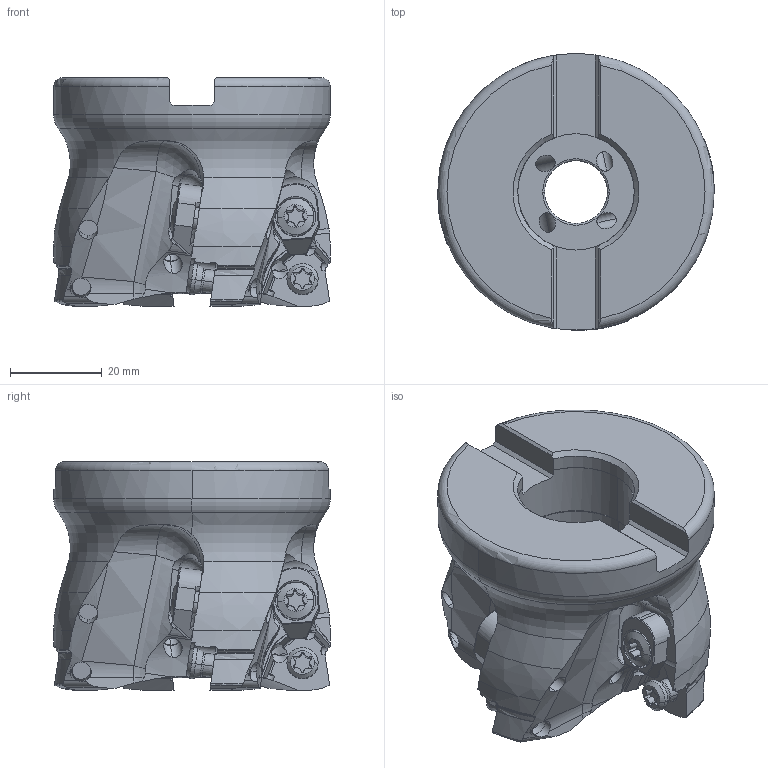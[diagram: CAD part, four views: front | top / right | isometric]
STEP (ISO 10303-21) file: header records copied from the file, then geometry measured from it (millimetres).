
FILE_DESCRIPTION(/* description */ (''),/* implementation_level */ '2;1');
FILE_NAME(/* name */ 'AJXU14R2504C.stp',/* time_stamp */ '2021-09-08T11:48:48+09:00',/* author */ (''),/* organization */ (''),/* preprocessor_version */ 'ST-DEVELOPER v16',/* originating_system */ 'SIEMENS PLM Software NX 10.0',/* authorisation */ '');
FILE_SCHEMA (('AUTOMOTIVE_DESIGN { 1 0 10303 214 3 1 1 1 }'));
Length unit declared in the file: millimetre
Products named in the file (1): AJXU14R2504C_ASM
Bounding box: 60.33 x 60.33 x 49.96 mm (x, y, z)
Volume: 77619.7 mm3; surface area: 25646 mm2
Topology: 17 solids, 17 shells, 859 faces, 2401 edges, 1616 vertices
Faces by surface type: cylinder 404, plane 257, cone 112, torus 46, sphere 24, bspline 16
Entity records: 33983 total; most frequent: CARTESIAN_POINT 11242, ORIENTED_EDGE 4730, DIRECTION 4721, EDGE_CURVE 2365, AXIS2_PLACEMENT_3D 1941, VERTEX_POINT 1557, CIRCLE 975, EDGE_LOOP 926
